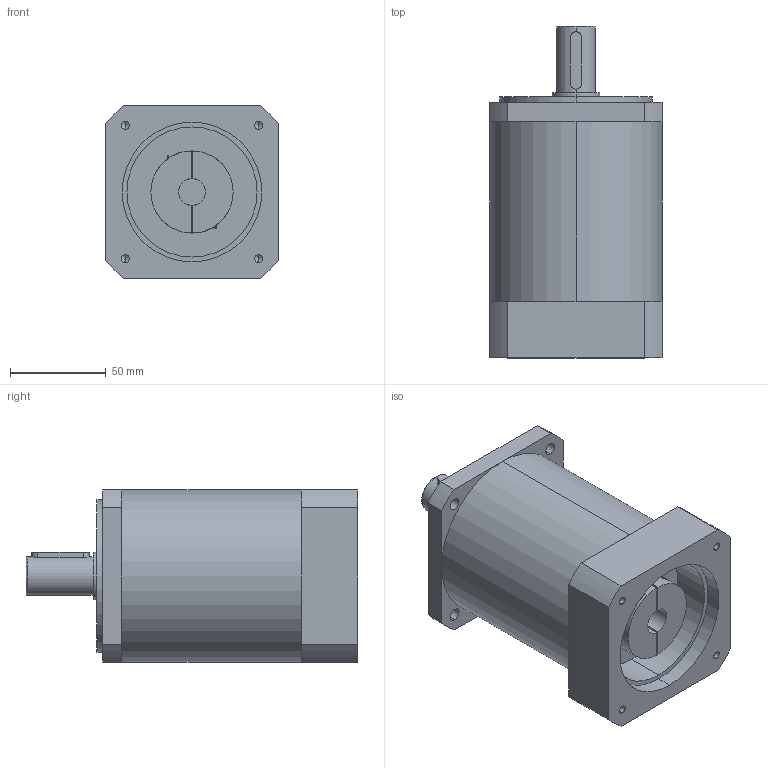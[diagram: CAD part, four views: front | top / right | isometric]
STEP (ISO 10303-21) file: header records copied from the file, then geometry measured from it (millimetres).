
FILE_DESCRIPTION (( 'STEP AP203' ), '1' );
FILE_NAME ('GPF090-L2-(14-73-□69.6-M5).STEP', '2022-07-01T03:20:35', ( '微软用户' ), ( '微软中国' ), 'SwSTEP 2.0', 'SolidWorks 2018', '' );
FILE_SCHEMA (( 'CONFIG_CONTROL_DESIGN' ));
Length unit declared in the file: millimetre
Products named in the file (1): GPF090-L2-(14-73-¡õ69.6-M5)
Bounding box: 90 x 173.5 x 90 mm (x, y, z)
Volume: 847464.9 mm3; surface area: 78414 mm2
Topology: 2 solids, 2 shells, 152 faces, 389 edges, 245 vertices
Faces by surface type: cylinder 68, plane 66, cone 12, torus 6
Entity records: 4944 total; most frequent: CARTESIAN_POINT 1081, DIRECTION 835, ORIENTED_EDGE 758, EDGE_CURVE 379, AXIS2_PLACEMENT_3D 319, VERTEX_POINT 245, LINE 197, VECTOR 197
